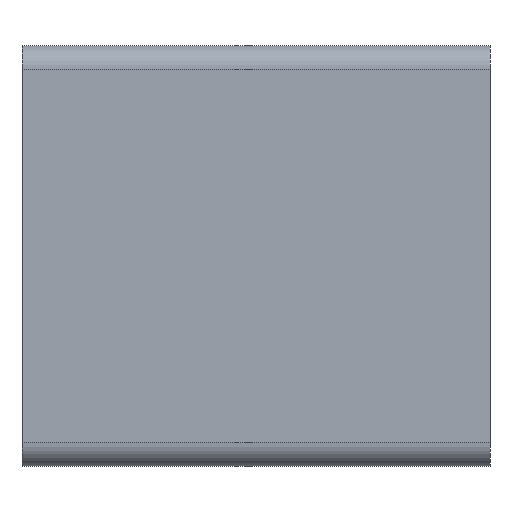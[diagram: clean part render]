
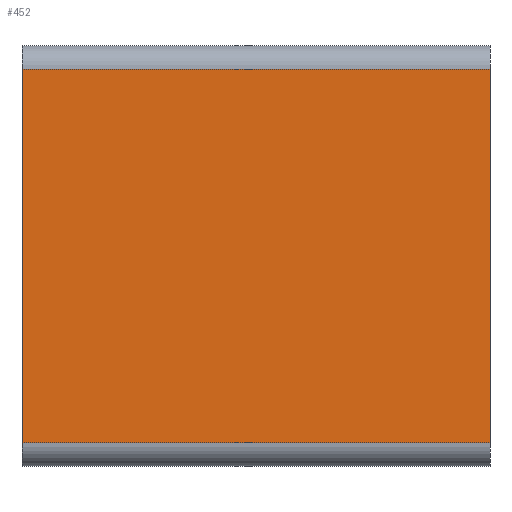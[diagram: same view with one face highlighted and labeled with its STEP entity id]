
A CAD part, left-side view. The second image highlights one B-rep face of the part: STEP entity #452.
In plain terms, the highlighted planar face has unit normal (-1, 0, 0).
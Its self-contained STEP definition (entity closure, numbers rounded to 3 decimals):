
#73=CARTESIAN_POINT('',(-70.25,197.0,-79.75));
#74=VERTEX_POINT('',#73);
#92=CARTESIAN_POINT('',(-70.25,-3.0,-79.75));
#93=VERTEX_POINT('',#92);
#101=CARTESIAN_POINT('',(-70.25,-3.0,-79.75));
#102=DIRECTION('',(0.0,1.0,0.0));
#103=VECTOR('',#102,200.0);
#104=LINE('',#101,#103);
#105=EDGE_CURVE('',#93,#74,#104,.T.);
#158=CARTESIAN_POINT('',(-70.25,-3.0,79.75));
#159=VERTEX_POINT('',#158);
#167=CARTESIAN_POINT('',(-70.25,-3.0,79.75));
#168=DIRECTION('',(0.0,0.0,-1.0));
#169=VECTOR('',#168,159.5);
#170=LINE('',#167,#169);
#171=EDGE_CURVE('',#159,#93,#170,.T.);
#320=CARTESIAN_POINT('',(-70.25,197.0,79.75));
#321=VERTEX_POINT('',#320);
#329=CARTESIAN_POINT('',(-70.25,197.0,79.75));
#330=DIRECTION('',(0.0,-1.0,0.0));
#331=VECTOR('',#330,200.0);
#332=LINE('',#329,#331);
#333=EDGE_CURVE('',#321,#159,#332,.T.);
#436=CARTESIAN_POINT('',(-70.25,0.0,-89.75));
#437=DIRECTION('',(-1.0,0.0,0.0));
#438=DIRECTION('',(0.0,0.0,1.0));
#439=AXIS2_PLACEMENT_3D('',#436,#437,#438);
#440=PLANE('',#439);
#441=ORIENTED_EDGE('',*,*,#105,.F.);
#442=ORIENTED_EDGE('',*,*,#171,.F.);
#443=ORIENTED_EDGE('',*,*,#333,.F.);
#444=CARTESIAN_POINT('',(-70.25,197.0,-79.75));
#445=DIRECTION('',(0.0,0.0,1.0));
#446=VECTOR('',#445,159.5);
#447=LINE('',#444,#446);
#448=EDGE_CURVE('',#74,#321,#447,.T.);
#449=ORIENTED_EDGE('',*,*,#448,.F.);
#450=EDGE_LOOP('',(#441,#442,#443,#449));
#451=FACE_OUTER_BOUND('',#450,.T.);
#452=ADVANCED_FACE('',(#451),#440,.T.);
